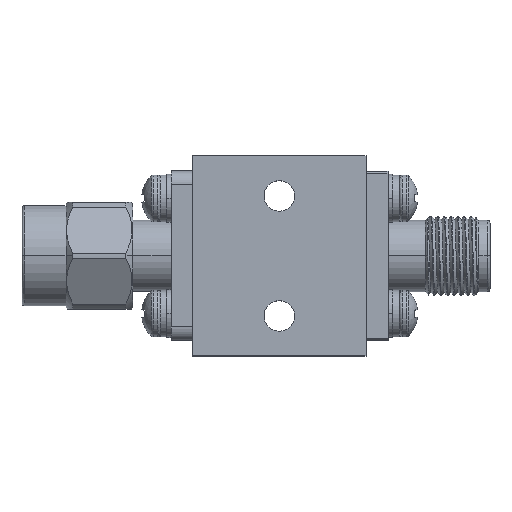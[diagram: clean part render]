
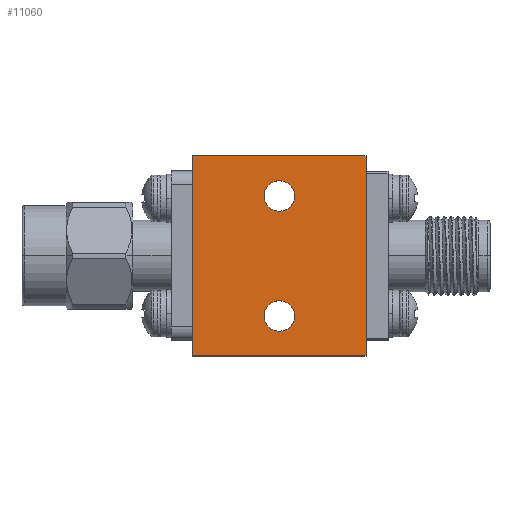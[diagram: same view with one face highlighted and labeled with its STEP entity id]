
A CAD part, top view. The second image highlights one B-rep face of the part: STEP entity #11060.
In plain terms, the highlighted planar face has unit normal (0, 0, 1).
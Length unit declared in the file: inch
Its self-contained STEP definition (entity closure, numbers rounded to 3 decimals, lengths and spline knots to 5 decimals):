
#234 = EDGE_CURVE ( 'NONE', #17221, #4915, #21633, .T. ) ;
#313 = DIRECTION ( 'NONE',  ( 1., 0., 0. ) ) ;
#577 = CARTESIAN_POINT ( 'NONE',  ( 0., 0.17717, 0.19685 ) ) ;
#792 = DIRECTION ( 'NONE',  ( 0., 0., 1. ) ) ;
#806 = DIRECTION ( 'NONE',  ( -1., 0., 0. ) ) ;
#840 = LINE ( 'NONE', #978, #21734 ) ;
#978 = CARTESIAN_POINT ( 'NONE',  ( -0.25591, -0.29528, 0.19685 ) ) ;
#1273 = ORIENTED_EDGE ( 'NONE', *, *, #7158, .F. ) ;
#1560 = EDGE_CURVE ( 'NONE', #22027, #16134, #18856, .T. ) ;
#1823 = CARTESIAN_POINT ( 'NONE',  ( -0.25591, 0.29528, 0.19685 ) ) ;
#2006 = AXIS2_PLACEMENT_3D ( 'NONE', #22645, #16783, #313 ) ;
#2083 = FACE_BOUND ( 'NONE', #10982, .T. ) ;
#2459 = DIRECTION ( 'NONE',  ( 0., 0., 1. ) ) ;
#2635 = EDGE_CURVE ( 'NONE', #10172, #21073, #3885, .T. ) ;
#2784 = AXIS2_PLACEMENT_3D ( 'NONE', #19190, #6493, #6228 ) ;
#3623 = DIRECTION ( 'NONE',  ( 1., 0., 0. ) ) ;
#3885 = CIRCLE ( 'NONE', #6961, 0.04528 ) ;
#4087 = ORIENTED_EDGE ( 'NONE', *, *, #1560, .F. ) ;
#4395 = AXIS2_PLACEMENT_3D ( 'NONE', #577, #2459, #13422 ) ;
#4401 = LINE ( 'NONE', #9829, #12957 ) ;
#4426 = CARTESIAN_POINT ( 'NONE',  ( 0.04528, -0.17717, 0.19685 ) ) ;
#4463 = EDGE_CURVE ( 'NONE', #4915, #13839, #4648, .T. ) ;
#4648 = LINE ( 'NONE', #11871, #16006 ) ;
#4678 = DIRECTION ( 'NONE',  ( 0., 0., 1. ) ) ;
#4751 = DIRECTION ( 'NONE',  ( 1., 0., 0. ) ) ;
#4915 = VERTEX_POINT ( 'NONE', #8865 ) ;
#5939 = FACE_OUTER_BOUND ( 'NONE', #14804, .T. ) ;
#6228 = DIRECTION ( 'NONE',  ( -1., 0., 0. ) ) ;
#6392 = CARTESIAN_POINT ( 'NONE',  ( 0.04528, 0.17717, 0.19685 ) ) ;
#6493 = DIRECTION ( 'NONE',  ( 0., 0., 1. ) ) ;
#6497 = ORIENTED_EDGE ( 'NONE', *, *, #2635, .F. ) ;
#6871 = CARTESIAN_POINT ( 'NONE',  ( 0., 0.17717, 0.19685 ) ) ;
#6961 = AXIS2_PLACEMENT_3D ( 'NONE', #17381, #792, #4751 ) ;
#7151 = CARTESIAN_POINT ( 'NONE',  ( -0.04528, 0.17717, 0.19685 ) ) ;
#7158 = EDGE_CURVE ( 'NONE', #7518, #17221, #840, .T. ) ;
#7518 = VERTEX_POINT ( 'NONE', #12905 ) ;
#7630 = FACE_BOUND ( 'NONE', #19327, .T. ) ;
#7807 = CIRCLE ( 'NONE', #2784, 0.04528 ) ;
#7837 = EDGE_CURVE ( 'NONE', #13839, #7518, #4401, .T. ) ;
#8268 = DIRECTION ( 'NONE',  ( 0., -1., 0. ) ) ;
#8768 = CARTESIAN_POINT ( 'NONE',  ( -0.25591, 0.29528, 0.19685 ) ) ;
#8865 = CARTESIAN_POINT ( 'NONE',  ( 0.25591, 0.29528, 0.19685 ) ) ;
#9449 = PLANE ( 'NONE',  #2006 ) ;
#9829 = CARTESIAN_POINT ( 'NONE',  ( 0.25591, -0.29528, 0.19685 ) ) ;
#10172 = VERTEX_POINT ( 'NONE', #4426 ) ;
#10982 = EDGE_LOOP ( 'NONE', ( #23759, #6497 ) ) ;
#11060 = ADVANCED_FACE ( 'NONE', ( #2083, #7630, #5939 ), #9449, .T. ) ;
#11343 = ORIENTED_EDGE ( 'NONE', *, *, #234, .F. ) ;
#11674 = EDGE_CURVE ( 'NONE', #21073, #10172, #7807, .T. ) ;
#11871 = CARTESIAN_POINT ( 'NONE',  ( 0.25591, 0.29528, 0.19685 ) ) ;
#12670 = EDGE_CURVE ( 'NONE', #16134, #22027, #14779, .T. ) ;
#12905 = CARTESIAN_POINT ( 'NONE',  ( -0.25591, -0.29528, 0.19685 ) ) ;
#12957 = VECTOR ( 'NONE', #806, 39.37008 ) ;
#13422 = DIRECTION ( 'NONE',  ( 1., 0., 0. ) ) ;
#13839 = VERTEX_POINT ( 'NONE', #16199 ) ;
#14643 = AXIS2_PLACEMENT_3D ( 'NONE', #6871, #4678, #17439 ) ;
#14779 = CIRCLE ( 'NONE', #4395, 0.04528 ) ;
#14804 = EDGE_LOOP ( 'NONE', ( #11343, #1273, #17182, #21068 ) ) ;
#16006 = VECTOR ( 'NONE', #8268, 39.37008 ) ;
#16134 = VERTEX_POINT ( 'NONE', #6392 ) ;
#16199 = CARTESIAN_POINT ( 'NONE',  ( 0.25591, -0.29528, 0.19685 ) ) ;
#16783 = DIRECTION ( 'NONE',  ( 0., 0., 1. ) ) ;
#17182 = ORIENTED_EDGE ( 'NONE', *, *, #7837, .F. ) ;
#17221 = VERTEX_POINT ( 'NONE', #8768 ) ;
#17381 = CARTESIAN_POINT ( 'NONE',  ( 0., -0.17717, 0.19685 ) ) ;
#17439 = DIRECTION ( 'NONE',  ( -1., 0., 0. ) ) ;
#18856 = CIRCLE ( 'NONE', #14643, 0.04528 ) ;
#19190 = CARTESIAN_POINT ( 'NONE',  ( 0., -0.17717, 0.19685 ) ) ;
#19327 = EDGE_LOOP ( 'NONE', ( #4087, #21920 ) ) ;
#19660 = VECTOR ( 'NONE', #3623, 39.37008 ) ;
#20185 = CARTESIAN_POINT ( 'NONE',  ( -0.04528, -0.17717, 0.19685 ) ) ;
#21068 = ORIENTED_EDGE ( 'NONE', *, *, #4463, .F. ) ;
#21073 = VERTEX_POINT ( 'NONE', #20185 ) ;
#21111 = DIRECTION ( 'NONE',  ( 0., 1., 0. ) ) ;
#21633 = LINE ( 'NONE', #1823, #19660 ) ;
#21734 = VECTOR ( 'NONE', #21111, 39.37008 ) ;
#21920 = ORIENTED_EDGE ( 'NONE', *, *, #12670, .F. ) ;
#22027 = VERTEX_POINT ( 'NONE', #7151 ) ;
#22645 = CARTESIAN_POINT ( 'NONE',  ( 0., 0., 0.19685 ) ) ;
#23759 = ORIENTED_EDGE ( 'NONE', *, *, #11674, .F. ) ;
